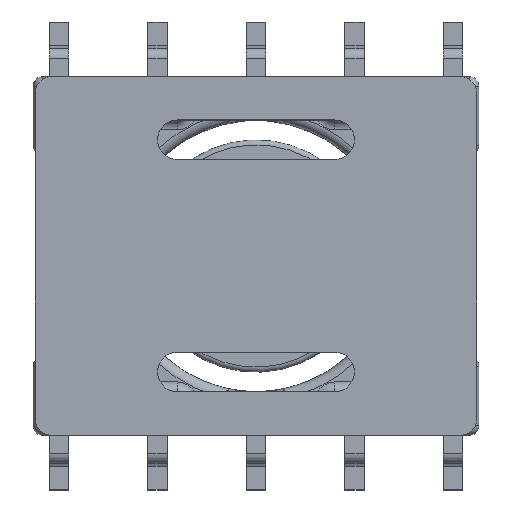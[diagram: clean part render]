
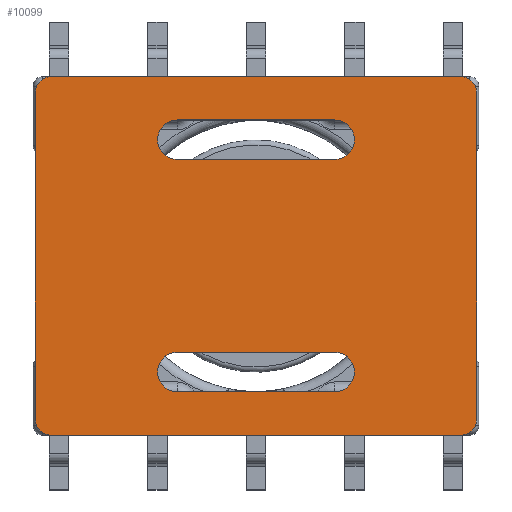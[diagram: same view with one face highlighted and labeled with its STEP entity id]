
A CAD part, top view. The second image highlights one B-rep face of the part: STEP entity #10099.
In plain terms, the highlighted face is planar.
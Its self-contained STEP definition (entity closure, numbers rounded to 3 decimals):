
#926=LINE('',#16667,#1543);
#930=LINE('',#16675,#1547);
#933=LINE('',#16681,#1550);
#935=LINE('',#16685,#1552);
#955=LINE('',#16742,#1572);
#959=LINE('',#16749,#1576);
#963=LINE('',#16756,#1580);
#964=LINE('',#16758,#1581);
#1543=VECTOR('',#12811,1000.);
#1547=VECTOR('',#12817,1000.);
#1550=VECTOR('',#12822,1000.);
#1552=VECTOR('',#12826,1000.);
#1572=VECTOR('',#12880,1000.);
#1576=VECTOR('',#12886,1000.);
#1580=VECTOR('',#12892,1000.);
#1581=VECTOR('',#12895,1000.);
#3586=ORIENTED_EDGE('',*,*,#4689,.F.);
#3587=ORIENTED_EDGE('',*,*,#4666,.T.);
#3588=ORIENTED_EDGE('',*,*,#4685,.T.);
#3589=ORIENTED_EDGE('',*,*,#4659,.T.);
#3590=ORIENTED_EDGE('',*,*,#4690,.T.);
#3591=ORIENTED_EDGE('',*,*,#4656,.T.);
#3592=ORIENTED_EDGE('',*,*,#4681,.F.);
#3593=ORIENTED_EDGE('',*,*,#4663,.T.);
#3594=ORIENTED_EDGE('',*,*,#4653,.F.);
#3595=ORIENTED_EDGE('',*,*,#4691,.F.);
#3596=ORIENTED_EDGE('',*,*,#4651,.F.);
#3597=ORIENTED_EDGE('',*,*,#4692,.F.);
#3598=ORIENTED_EDGE('',*,*,#4693,.F.);
#3599=ORIENTED_EDGE('',*,*,#4694,.F.);
#3600=ORIENTED_EDGE('',*,*,#4648,.F.);
#3601=ORIENTED_EDGE('',*,*,#4695,.F.);
#3602=ORIENTED_EDGE('',*,*,#4696,.F.);
#3603=ORIENTED_EDGE('',*,*,#4644,.F.);
#4644=EDGE_CURVE('',#5295,#5296,#926,.T.);
#4648=EDGE_CURVE('',#5297,#5298,#930,.T.);
#4651=EDGE_CURVE('',#5299,#5300,#933,.T.);
#4653=EDGE_CURVE('',#5301,#5302,#935,.T.);
#4656=EDGE_CURVE('',#5303,#5304,#5652,.T.);
#4659=EDGE_CURVE('',#5305,#5306,#5653,.T.);
#4663=EDGE_CURVE('',#5308,#5307,#5654,.T.);
#4666=EDGE_CURVE('',#5310,#5309,#5655,.T.);
#4681=EDGE_CURVE('',#5308,#5304,#955,.T.);
#4685=EDGE_CURVE('',#5309,#5305,#959,.T.);
#4689=EDGE_CURVE('',#5310,#5307,#963,.T.);
#4690=EDGE_CURVE('',#5306,#5303,#964,.T.);
#4691=EDGE_CURVE('',#5300,#5301,#5660,.T.);
#4692=EDGE_CURVE('',#5325,#5299,#5661,.T.);
#4693=EDGE_CURVE('',#5302,#5325,#5662,.T.);
#4694=EDGE_CURVE('',#5298,#5295,#5663,.T.);
#4695=EDGE_CURVE('',#5326,#5297,#5664,.T.);
#4696=EDGE_CURVE('',#5296,#5326,#5665,.T.);
#5295=VERTEX_POINT('',#16668);
#5296=VERTEX_POINT('',#16669);
#5297=VERTEX_POINT('',#16674);
#5298=VERTEX_POINT('',#16676);
#5299=VERTEX_POINT('',#16680);
#5300=VERTEX_POINT('',#16682);
#5301=VERTEX_POINT('',#16686);
#5302=VERTEX_POINT('',#16687);
#5303=VERTEX_POINT('',#16692);
#5304=VERTEX_POINT('',#16693);
#5305=VERTEX_POINT('',#16698);
#5306=VERTEX_POINT('',#16699);
#5307=VERTEX_POINT('',#16704);
#5308=VERTEX_POINT('',#16706);
#5309=VERTEX_POINT('',#16710);
#5310=VERTEX_POINT('',#16712);
#5325=VERTEX_POINT('',#16761);
#5326=VERTEX_POINT('',#16765);
#5652=CIRCLE('',#10815,0.41);
#5653=CIRCLE('',#10817,0.41);
#5654=CIRCLE('',#10819,0.41);
#5655=CIRCLE('',#10821,0.41);
#5660=CIRCLE('',#10834,0.51);
#5661=CIRCLE('',#10835,0.51);
#5662=CIRCLE('',#10836,0.51);
#5663=CIRCLE('',#10837,0.51);
#5664=CIRCLE('',#10838,0.51);
#5665=CIRCLE('',#10839,0.51);
#6098=EDGE_LOOP('',(#3586,#3587,#3588,#3589,#3590,#3591,#3592,#3593));
#6099=EDGE_LOOP('',(#3594,#3595,#3596,#3597,#3598));
#6100=EDGE_LOOP('',(#3599,#3600,#3601,#3602,#3603));
#6545=FACE_BOUND('',#6098,.T.);
#6546=FACE_BOUND('',#6099,.T.);
#6547=FACE_BOUND('',#6100,.T.);
#6727=PLANE('',#10833);
#10099=ADVANCED_FACE('',(#6545,#6546,#6547),#6727,.T.);
#10815=AXIS2_PLACEMENT_3D('',#16691,#12831,#12832);
#10817=AXIS2_PLACEMENT_3D('',#16697,#12837,#12838);
#10819=AXIS2_PLACEMENT_3D('',#16705,#12844,#12845);
#10821=AXIS2_PLACEMENT_3D('',#16711,#12850,#12851);
#10833=AXIS2_PLACEMENT_3D('',#16757,#12893,#12894);
#10834=AXIS2_PLACEMENT_3D('',#16759,#12896,#12897);
#10835=AXIS2_PLACEMENT_3D('',#16760,#12898,#12899);
#10836=AXIS2_PLACEMENT_3D('',#16762,#12900,#12901);
#10837=AXIS2_PLACEMENT_3D('',#16763,#12902,#12903);
#10838=AXIS2_PLACEMENT_3D('',#16764,#12904,#12905);
#10839=AXIS2_PLACEMENT_3D('',#16766,#12906,#12907);
#12811=DIRECTION('',(0.,0.,1.));
#12817=DIRECTION('',(0.,0.,-1.));
#12822=DIRECTION('',(0.,0.,-1.));
#12826=DIRECTION('',(0.,0.,1.));
#12831=DIRECTION('',(0.,1.,0.));
#12832=DIRECTION('',(0.,0.,1.));
#12837=DIRECTION('',(0.,1.,0.));
#12838=DIRECTION('',(0.,0.,1.));
#12844=DIRECTION('',(0.,1.,0.));
#12845=DIRECTION('',(0.,0.,1.));
#12850=DIRECTION('',(0.,1.,0.));
#12851=DIRECTION('',(0.,0.,1.));
#12880=DIRECTION('',(1.,0.,0.));
#12886=DIRECTION('',(1.,0.,0.));
#12892=DIRECTION('',(0.,0.,-1.));
#12893=DIRECTION('',(0.,1.,0.));
#12894=DIRECTION('',(0.,0.,1.));
#12895=DIRECTION('',(0.,0.,-1.));
#12896=DIRECTION('',(0.,1.,0.));
#12897=DIRECTION('',(0.,0.,1.));
#12898=DIRECTION('',(0.,1.,0.));
#12899=DIRECTION('',(0.,0.,1.));
#12900=DIRECTION('',(0.,1.,0.));
#12901=DIRECTION('',(0.,0.,1.));
#12902=DIRECTION('',(0.,1.,0.));
#12903=DIRECTION('',(0.,0.,1.));
#12904=DIRECTION('',(0.,1.,0.));
#12905=DIRECTION('',(0.,0.,1.));
#12906=DIRECTION('',(0.,1.,0.));
#12907=DIRECTION('',(0.,0.,1.));
#16667=CARTESIAN_POINT('',(-3.815,1.9,-8.355));
#16668=CARTESIAN_POINT('',(-3.815,1.9,-7.845));
#16669=CARTESIAN_POINT('',(-3.815,1.9,-3.785));
#16674=CARTESIAN_POINT('',(-2.795,1.9,-3.785));
#16675=CARTESIAN_POINT('',(-2.795,1.9,-8.355));
#16676=CARTESIAN_POINT('',(-2.795,1.9,-7.845));
#16680=CARTESIAN_POINT('',(-8.785,1.9,-3.785));
#16681=CARTESIAN_POINT('',(-8.785,1.9,-8.355));
#16682=CARTESIAN_POINT('',(-8.785,1.9,-7.845));
#16685=CARTESIAN_POINT('',(-9.805,1.9,-8.355));
#16686=CARTESIAN_POINT('',(-9.805,1.9,-7.845));
#16687=CARTESIAN_POINT('',(-9.805,1.9,-3.785));
#16691=CARTESIAN_POINT('',(-2.085,1.9,-11.095));
#16692=CARTESIAN_POINT('',(-1.675,1.9,-11.095));
#16693=CARTESIAN_POINT('',(-2.085,1.9,-11.505));
#16697=CARTESIAN_POINT('',(-2.085,1.9,-0.535));
#16698=CARTESIAN_POINT('',(-2.085,1.9,-0.125));
#16699=CARTESIAN_POINT('',(-1.675,1.9,-0.535));
#16704=CARTESIAN_POINT('',(-10.925,1.9,-11.095));
#16705=CARTESIAN_POINT('',(-10.515,1.9,-11.095));
#16706=CARTESIAN_POINT('',(-10.515,1.9,-11.505));
#16710=CARTESIAN_POINT('',(-10.515,1.9,-0.125));
#16711=CARTESIAN_POINT('',(-10.515,1.9,-0.535));
#16712=CARTESIAN_POINT('',(-10.925,1.9,-0.535));
#16742=CARTESIAN_POINT('',(-1.675,1.9,-11.505));
#16749=CARTESIAN_POINT('',(-1.675,1.9,-0.125));
#16756=CARTESIAN_POINT('',(-10.925,1.9,-0.125));
#16757=CARTESIAN_POINT('',(-1.675,1.9,-0.125));
#16758=CARTESIAN_POINT('',(-1.675,1.9,-0.125));
#16759=CARTESIAN_POINT('',(-9.295,1.9,-7.845));
#16760=CARTESIAN_POINT('',(-9.295,1.9,-3.785));
#16761=CARTESIAN_POINT('',(-9.295,1.9,-3.275));
#16762=CARTESIAN_POINT('',(-9.295,1.9,-3.785));
#16763=CARTESIAN_POINT('',(-3.305,1.9,-7.845));
#16764=CARTESIAN_POINT('',(-3.305,1.9,-3.785));
#16765=CARTESIAN_POINT('',(-3.305,1.9,-3.275));
#16766=CARTESIAN_POINT('',(-3.305,1.9,-3.785));
